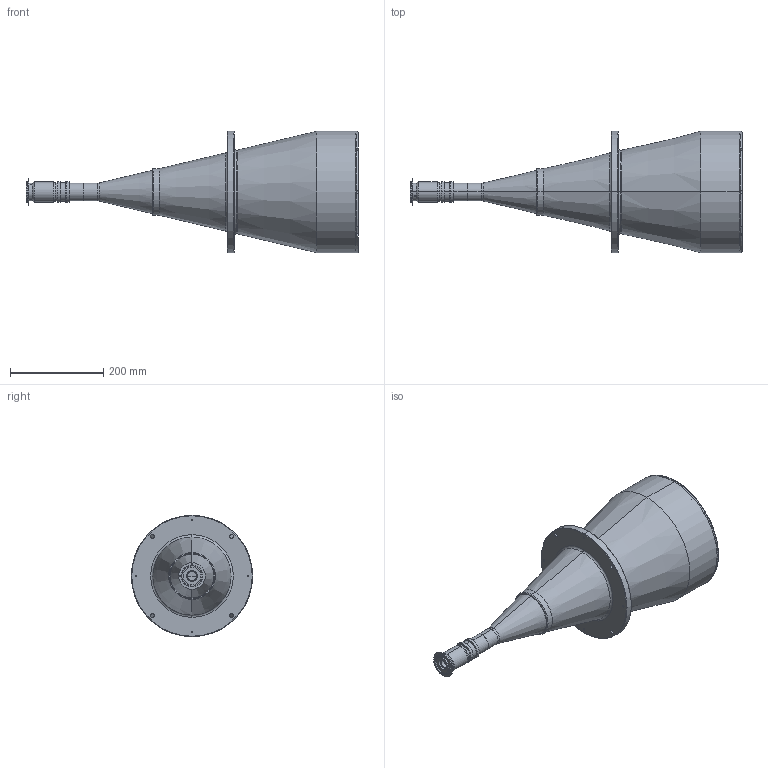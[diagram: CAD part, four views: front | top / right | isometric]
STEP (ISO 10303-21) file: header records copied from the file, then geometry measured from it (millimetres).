
FILE_DESCRIPTION (( 'STEP AP214' ), '1' );
FILE_NAME ('4M172_F.STEP', '2013-05-10T07:41:32', ( 'Work' ), ( '' ), 'SwSTEP 2.0', 'SolidWorks 2013', '' );
FILE_SCHEMA (( 'AUTOMOTIVE_DESIGN' ));
Length unit declared in the file: millimetre
Products named in the file (1): 4M172_F
Bounding box: 711.52 x 260 x 260 mm (x, y, z)
Surface area: 475140.6 mm2 (no closed solid volume)
Topology: 0 solids, 12 shells, 192 faces, 594 edges, 421 vertices
Faces by surface type: cylinder 99, plane 45, cone 30, torus 16, sphere 2
Entity records: 9652 total; most frequent: CARTESIAN_POINT 1972, DIRECTION 1251, ORIENTED_EDGE 1021, EDGE_CURVE 594, AXIS2_PLACEMENT_3D 514, VERTEX_POINT 421, CIRCLE 321, EDGE_LOOP 264
